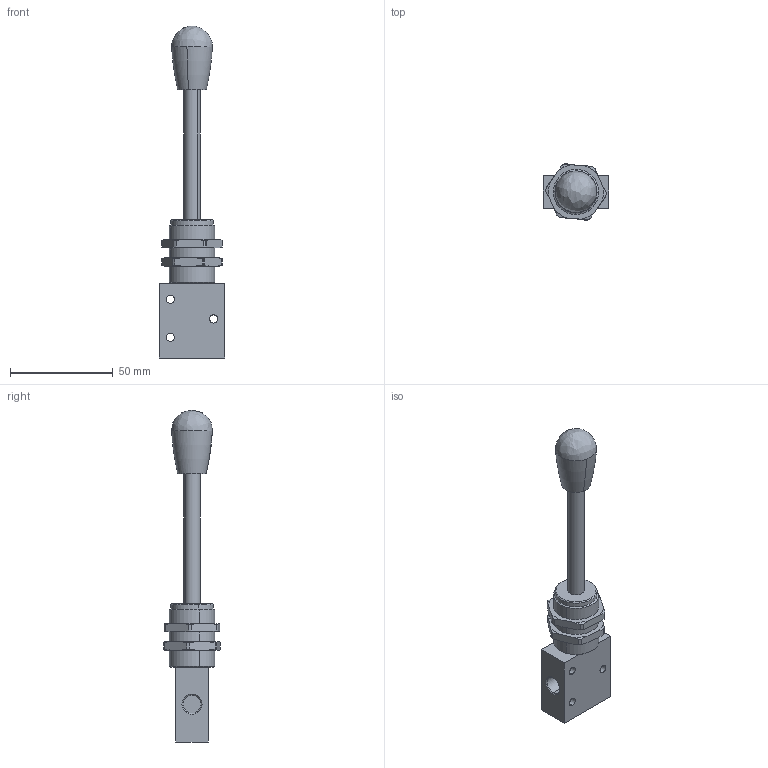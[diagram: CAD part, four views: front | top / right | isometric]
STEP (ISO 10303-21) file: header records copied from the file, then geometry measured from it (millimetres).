
FILE_DESCRIPTION (( 'STEP AP214' ), '1' );
FILE_NAME ('05_174_4.STEP', '2015-12-18T11:36:32', ( '' ), ( '' ), 'SwSTEP 2.0', 'SolidWorks 2015', '' );
FILE_SCHEMA (( 'AUTOMOTIVE_DESIGN' ));
Length unit declared in the file: millimetre
Products named in the file (1): 05_174_4
Bounding box: 32 x 27.54 x 161.45 mm (x, y, z)
Volume: 40175.6 mm3; surface area: 12460.8 mm2
Topology: 1 solids, 1 shells, 109 faces, 278 edges, 180 vertices
Faces by surface type: cone 40, cylinder 38, plane 28, torus 2, bspline 1
Entity records: 3964 total; most frequent: CARTESIAN_POINT 725, DIRECTION 572, ORIENTED_EDGE 552, EDGE_CURVE 276, AXIS2_PLACEMENT_3D 235, VERTEX_POINT 180, CIRCLE 126, EDGE_LOOP 126
